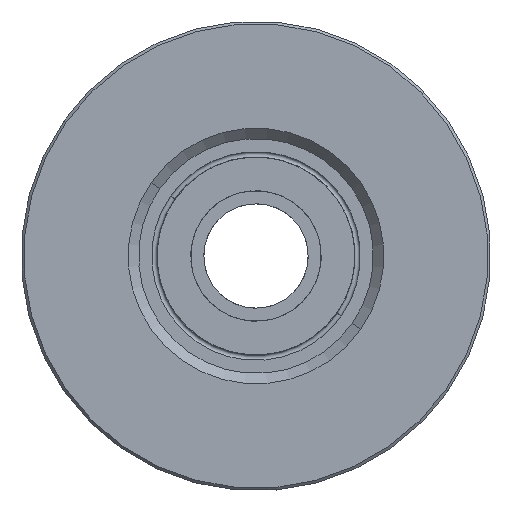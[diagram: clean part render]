
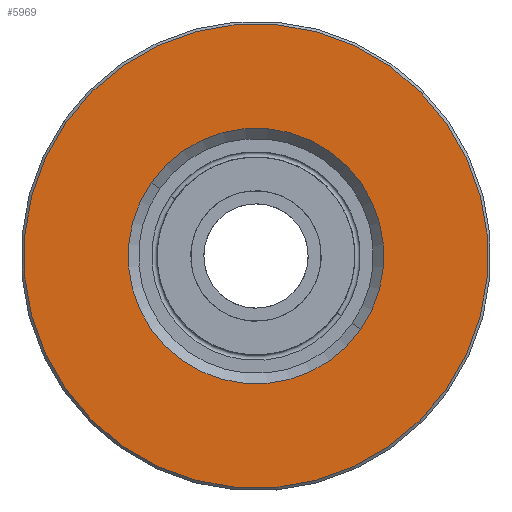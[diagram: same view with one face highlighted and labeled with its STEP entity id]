
A CAD part, front view. The second image highlights one B-rep face of the part: STEP entity #5969.
In plain terms, the highlighted planar face has unit normal (0, -1, 0).
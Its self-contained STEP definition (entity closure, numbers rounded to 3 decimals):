
#205 = EDGE_CURVE ( 'NONE', #7508, #2048, #4524, .T. ) ;
#219 = AXIS2_PLACEMENT_3D ( 'NONE', #4976, #1271, #5588 ) ;
#532 = AXIS2_PLACEMENT_3D ( 'NONE', #3453, #7713, #4083 ) ;
#589 = AXIS2_PLACEMENT_3D ( 'NONE', #2851, #6681, #4880 ) ;
#678 = EDGE_LOOP ( 'NONE', ( #1055, #7078 ) ) ;
#1055 = ORIENTED_EDGE ( 'NONE', *, *, #4659, .T. ) ;
#1271 = DIRECTION ( 'NONE',  ( 0., 1., 0. ) ) ;
#1832 = ORIENTED_EDGE ( 'NONE', *, *, #1951, .T. ) ;
#1951 = EDGE_CURVE ( 'NONE', #2048, #7508, #3433, .T. ) ;
#1976 = PLANE ( 'NONE',  #4952 ) ;
#2048 = VERTEX_POINT ( 'NONE', #4858 ) ;
#2097 = CIRCLE ( 'NONE', #219, 4.9 ) ;
#2269 = CARTESIAN_POINT ( 'NONE',  ( 0., -4.25, 4.9 ) ) ;
#2672 = DIRECTION ( 'NONE',  ( 0., 1., 0. ) ) ;
#2677 = VERTEX_POINT ( 'NONE', #4707 ) ;
#2679 = FACE_BOUND ( 'NONE', #678, .T. ) ;
#2851 = CARTESIAN_POINT ( 'NONE',  ( 0., -4.25, 0. ) ) ;
#3207 = DIRECTION ( 'NONE',  ( 0., 1., 0. ) ) ;
#3253 = FACE_OUTER_BOUND ( 'NONE', #6965, .T. ) ;
#3433 = CIRCLE ( 'NONE', #532, 8.9 ) ;
#3453 = CARTESIAN_POINT ( 'NONE',  ( 0., -4.25, 0. ) ) ;
#3492 = CIRCLE ( 'NONE', #7877, 4.9 ) ;
#4083 = DIRECTION ( 'NONE',  ( 0., 0., 1. ) ) ;
#4524 = CIRCLE ( 'NONE', #589, 8.9 ) ;
#4659 = EDGE_CURVE ( 'NONE', #2677, #7888, #3492, .T. ) ;
#4707 = CARTESIAN_POINT ( 'NONE',  ( 0., -4.25, -4.9 ) ) ;
#4858 = CARTESIAN_POINT ( 'NONE',  ( 0., -4.25, 8.9 ) ) ;
#4880 = DIRECTION ( 'NONE',  ( 0., 0., 1. ) ) ;
#4952 = AXIS2_PLACEMENT_3D ( 'NONE', #5669, #3207, #7469 ) ;
#4976 = CARTESIAN_POINT ( 'NONE',  ( 0., -4.25, 0. ) ) ;
#5562 = CARTESIAN_POINT ( 'NONE',  ( 0., -4.25, -8.9 ) ) ;
#5588 = DIRECTION ( 'NONE',  ( 0., 0., 1. ) ) ;
#5669 = CARTESIAN_POINT ( 'NONE',  ( 4.5, -4.25, 0. ) ) ;
#5969 = ADVANCED_FACE ( 'NONE', ( #3253, #2679 ), #1976, .F. ) ;
#6326 = CARTESIAN_POINT ( 'NONE',  ( 0., -4.25, 0. ) ) ;
#6681 = DIRECTION ( 'NONE',  ( 0., -1., 0. ) ) ;
#6921 = DIRECTION ( 'NONE',  ( 0., 0., 1. ) ) ;
#6965 = EDGE_LOOP ( 'NONE', ( #1832, #7558 ) ) ;
#7078 = ORIENTED_EDGE ( 'NONE', *, *, #7518, .T. ) ;
#7469 = DIRECTION ( 'NONE',  ( 0., 0., 1. ) ) ;
#7508 = VERTEX_POINT ( 'NONE', #5562 ) ;
#7518 = EDGE_CURVE ( 'NONE', #7888, #2677, #2097, .T. ) ;
#7558 = ORIENTED_EDGE ( 'NONE', *, *, #205, .T. ) ;
#7713 = DIRECTION ( 'NONE',  ( 0., -1., 0. ) ) ;
#7877 = AXIS2_PLACEMENT_3D ( 'NONE', #6326, #2672, #6921 ) ;
#7888 = VERTEX_POINT ( 'NONE', #2269 ) ;
